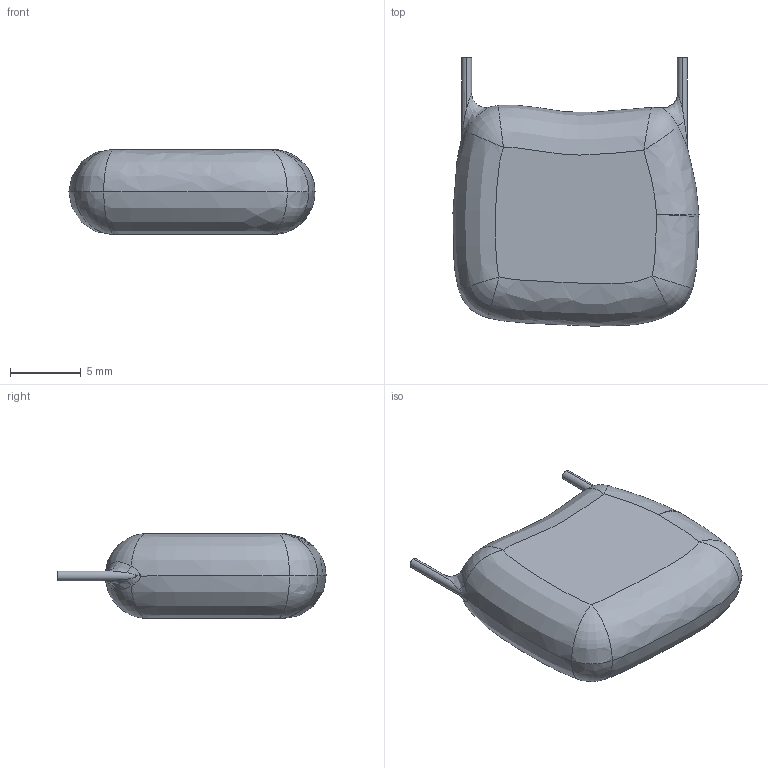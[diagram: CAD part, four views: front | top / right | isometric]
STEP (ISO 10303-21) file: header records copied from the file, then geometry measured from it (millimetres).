
FILE_DESCRIPTION (( 'STEP AP214' ), '1' );
FILE_NAME ('User Library-K31-11.STEP', '2014-05-22T10:55:04', ( 'Windows User' ), ( '' ), 'SwSTEP 2.0', 'SolidWorks 2014', '' );
FILE_SCHEMA (( 'AUTOMOTIVE_DESIGN' ));
Length unit declared in the file: millimetre
Products named in the file (1): User Library-K31-11
Bounding box: 17.38 x 18.96 x 6 mm (x, y, z)
Volume: 1281.7 mm3; surface area: 706.5 mm2
Topology: 1 solids, 1 shells, 36 faces, 89 edges, 45 vertices
Faces by surface type: bspline 28, cylinder 4, plane 4
Entity records: 8249 total; most frequent: CARTESIAN_POINT 7269, ORIENTED_EDGE 158, EDGE_CURVE 79, B_SPLINE_CURVE_WITH_KNOTS 66, VERTEX_POINT 45, UNCERTAINTY_MEASURE_WITH_UNIT 39, FILL_AREA_STYLE_COLOUR 38, PRESENTATION_STYLE_ASSIGNMENT 38
